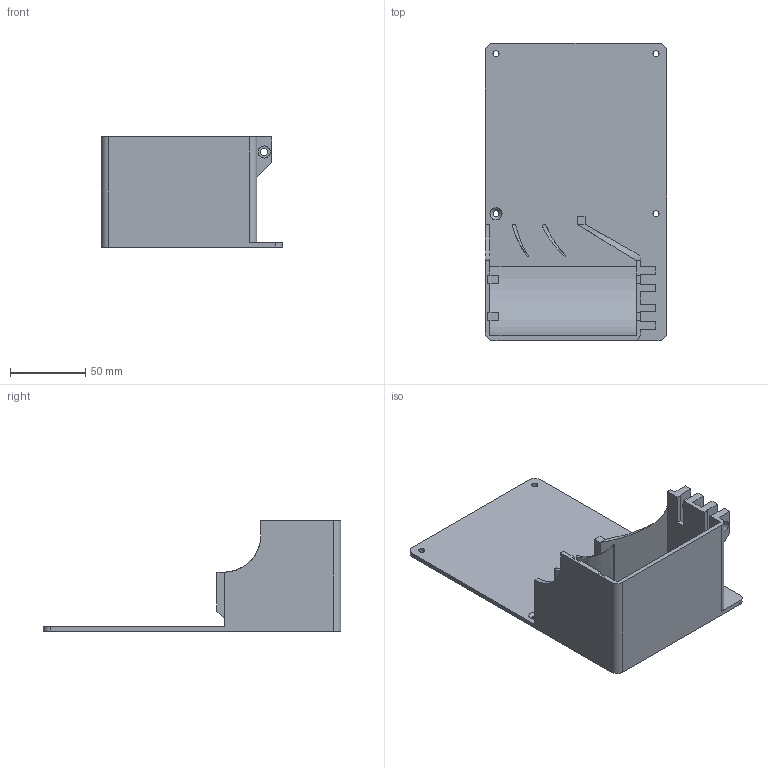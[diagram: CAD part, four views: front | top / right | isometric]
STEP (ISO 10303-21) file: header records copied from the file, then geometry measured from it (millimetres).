
FILE_DESCRIPTION (( 'STEP AP214' ), '1' );
FILE_NAME ('Heater Base.STEP', '2023-09-06T16:54:35', ( '' ), ( '' ), 'SwSTEP 2.0', 'SolidWorks 2023', '' );
FILE_SCHEMA (( 'AUTOMOTIVE_DESIGN' ));
Length unit declared in the file: millimetre
Products named in the file (1): Heater Base
Bounding box: 120 x 197 x 73 mm (x, y, z)
Volume: 172290.7 mm3; surface area: 87454.7 mm2
Topology: 1 solids, 1 shells, 120 faces, 325 edges, 213 vertices
Faces by surface type: plane 78, cylinder 40, cone 2
Entity records: 3927 total; most frequent: CARTESIAN_POINT 809, ORIENTED_EDGE 650, DIRECTION 622, EDGE_CURVE 325, VECTOR 246, LINE 246, VERTEX_POINT 213, AXIS2_PLACEMENT_3D 188
